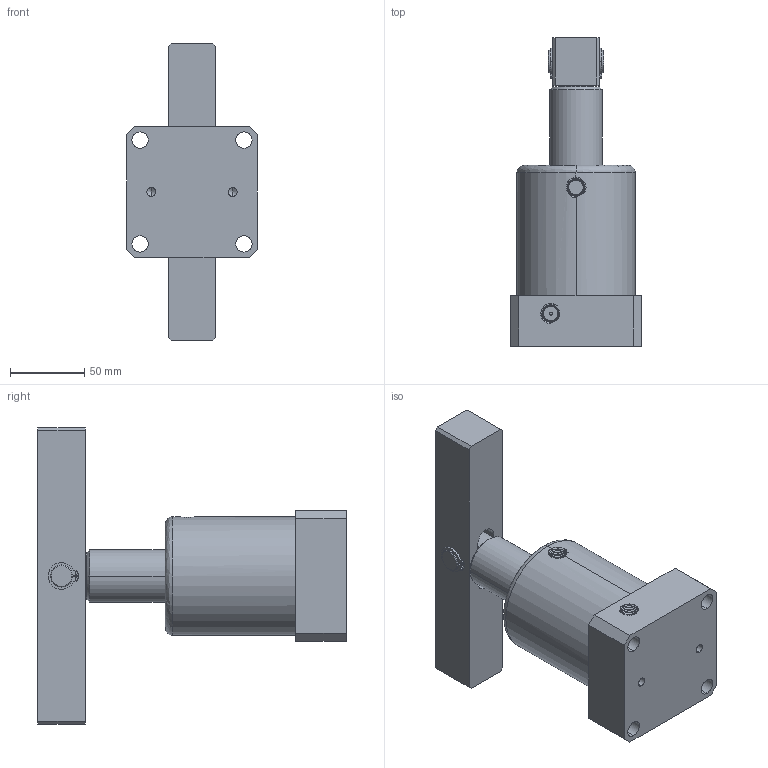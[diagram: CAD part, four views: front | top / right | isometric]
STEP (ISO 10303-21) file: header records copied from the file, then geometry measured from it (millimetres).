
FILE_DESCRIPTION (( 'STEP AP203' ), '1' );
FILE_NAME ('chs-63d-e_asm.STEP', '2019-05-06T02:02:47', ( '' ), ( '' ), 'SwSTEP 2.0', 'SolidWorks 2017', '' );
FILE_SCHEMA (( 'CONFIG_CONTROL_DESIGN' ));
Length unit declared in the file: millimetre
Products named in the file (6): 縐銅; CHS-63-03-E; 傻种; CHS-63D-01_5; CHS-63D-E活塞杆; chs-63d-e_asm
Assembly tree (6 placements, depth 2):
  chs-63d-e_asm
    CHS-63-03-E
    CHS-63D-01_5
    傻种
    縐銅  x2
    CHS-63D-E活塞杆
Bounding box: 88 x 208 x 200 mm (x, y, z)
Volume: 786089.3 mm3; surface area: 133168.2 mm2
Topology: 7 solids, 7 shells, 215 faces, 643 edges, 448 vertices
Faces by surface type: cylinder 83, cone 61, plane 54, bspline 16, torus 1
Entity records: 16917 total; most frequent: CARTESIAN_POINT 11456, ORIENTED_EDGE 1154, DIRECTION 777, EDGE_CURVE 577, VERTEX_POINT 408, AXIS2_PLACEMENT_3D 296, B_SPLINE_CURVE_WITH_KNOTS 280, EDGE_LOOP 225
